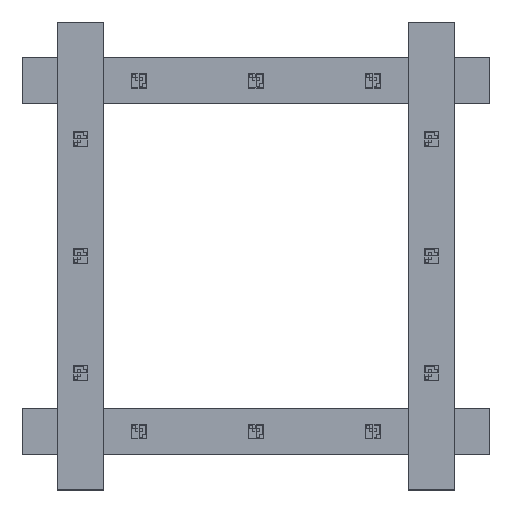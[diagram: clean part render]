
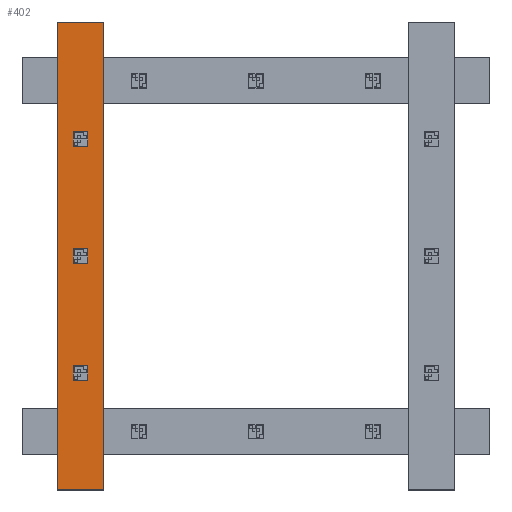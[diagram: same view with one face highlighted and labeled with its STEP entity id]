
A CAD part, top view. The second image highlights one B-rep face of the part: STEP entity #402.
In plain terms, the highlighted planar face has unit normal (0, 0, 1).
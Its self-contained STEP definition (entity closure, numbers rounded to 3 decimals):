
#394=AXIS2_PLACEMENT_3D('Plane Axis2P3D',#391,#392,#393) ;
#266=CARTESIAN_POINT('Vertex',(-100.,10.,5.)) ;
#280=CARTESIAN_POINT('Vertex',(-100.,-10.,5.)) ;
#283=CARTESIAN_POINT('Line Origine',(-100.,0.,5.)) ;
#311=CARTESIAN_POINT('Vertex',(100.,-10.,5.)) ;
#314=CARTESIAN_POINT('Line Origine',(0.,-10.,5.)) ;
#342=CARTESIAN_POINT('Vertex',(100.,10.,5.)) ;
#345=CARTESIAN_POINT('Line Origine',(100.,0.,5.)) ;
#367=CARTESIAN_POINT('Line Origine',(0.,10.,5.)) ;
#391=CARTESIAN_POINT('Axis2P3D Location',(0.,0.,5.)) ;
#284=DIRECTION('Vector Direction',(0.,-1.,0.)) ;
#315=DIRECTION('Vector Direction',(-1.,0.,0.)) ;
#346=DIRECTION('Vector Direction',(0.,1.,0.)) ;
#368=DIRECTION('Vector Direction',(1.,0.,0.)) ;
#392=DIRECTION('Axis2P3D Direction',(0.,0.,1.)) ;
#393=DIRECTION('Axis2P3D XDirection',(1.,0.,0.)) ;
#285=VECTOR('Line Direction',#284,1.) ;
#316=VECTOR('Line Direction',#315,1.) ;
#347=VECTOR('Line Direction',#346,1.) ;
#369=VECTOR('Line Direction',#368,1.) ;
#397=ORIENTED_EDGE('',*,*,#287,.T.) ;
#398=ORIENTED_EDGE('',*,*,#318,.T.) ;
#399=ORIENTED_EDGE('',*,*,#349,.T.) ;
#400=ORIENTED_EDGE('',*,*,#371,.T.) ;
#402=ADVANCED_FACE('PartBody',(#401),#395,.T.) ;
#287=EDGE_CURVE('',#267,#281,#286,.T.) ;
#318=EDGE_CURVE('',#281,#312,#317,.F.) ;
#349=EDGE_CURVE('',#312,#343,#348,.T.) ;
#371=EDGE_CURVE('',#343,#267,#370,.F.) ;
#396=EDGE_LOOP('',(#397,#398,#399,#400)) ;
#401=FACE_OUTER_BOUND('',#396,.T.) ;
#286=LINE('Line',#283,#285) ;
#317=LINE('Line',#314,#316) ;
#348=LINE('Line',#345,#347) ;
#370=LINE('Line',#367,#369) ;
#395=PLANE('',#394) ;
#267=VERTEX_POINT('',#266) ;
#281=VERTEX_POINT('',#280) ;
#312=VERTEX_POINT('',#311) ;
#343=VERTEX_POINT('',#342) ;
